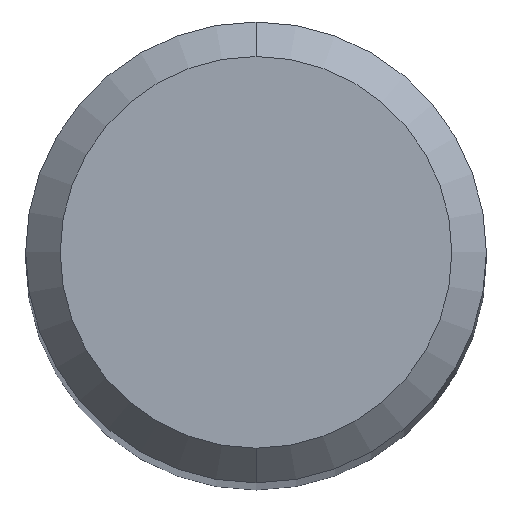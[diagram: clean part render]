
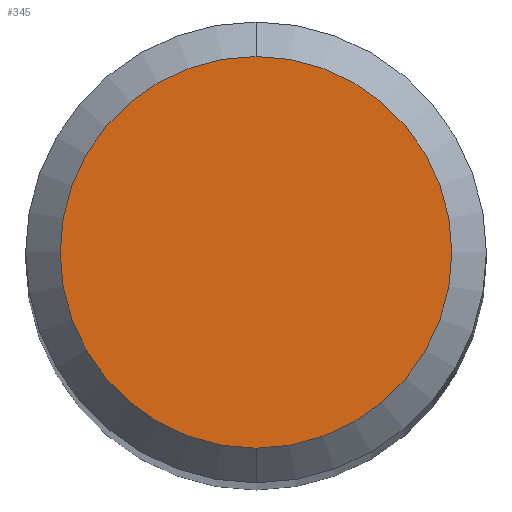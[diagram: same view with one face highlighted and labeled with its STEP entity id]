
A CAD part, top view. The second image highlights one B-rep face of the part: STEP entity #345.
In plain terms, the highlighted planar face has unit normal (0, 0, 1).
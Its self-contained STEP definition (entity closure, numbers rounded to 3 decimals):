
#207=VERTEX_POINT('',#519);
#277=EDGE_CURVE('',#321,#207,#592,.T.);
#321=VERTEX_POINT('',#643);
#345=ADVANCED_FACE('',(#668),#669,.T.);
#387=EDGE_CURVE('',#207,#321,#717,.T.);
#519=CARTESIAN_POINT('',(0.0,1.7,0.0));
#592=CIRCLE('',#1012,1.7);
#643=CARTESIAN_POINT('',(0.,-1.7,0.0));
#668=FACE_OUTER_BOUND('',#1207,.T.);
#669=PLANE('',#1208);
#717=CIRCLE('',#1286,1.7);
#1012=AXIS2_PLACEMENT_3D('',#1561,#1562,#1563);
#1207=EDGE_LOOP('',(#1664,#1665));
#1208=AXIS2_PLACEMENT_3D('',#1666,#1667,#1668);
#1286=AXIS2_PLACEMENT_3D('',#1721,#1722,#1723);
#1561=CARTESIAN_POINT('',(0.0,0.0,0.0));
#1562=DIRECTION('',(0.0,0.0,-1.0));
#1563=DIRECTION('',(0.0,1.0,0.0));
#1664=ORIENTED_EDGE('',*,*,#387,.F.);
#1665=ORIENTED_EDGE('',*,*,#277,.F.);
#1666=CARTESIAN_POINT('',(0.0,0.85,0.0));
#1667=DIRECTION('',(-0.0,0.0,1.0));
#1668=DIRECTION('',(0.0,-1.0,0.0));
#1721=CARTESIAN_POINT('',(0.0,0.0,0.0));
#1722=DIRECTION('',(0.0,0.0,-1.0));
#1723=DIRECTION('',(0.0,1.0,0.0));
